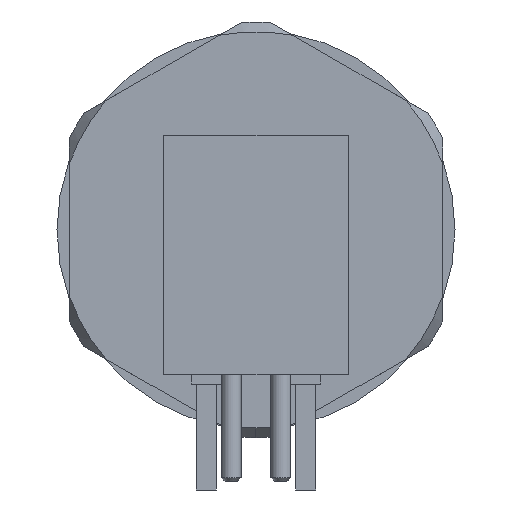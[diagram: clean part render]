
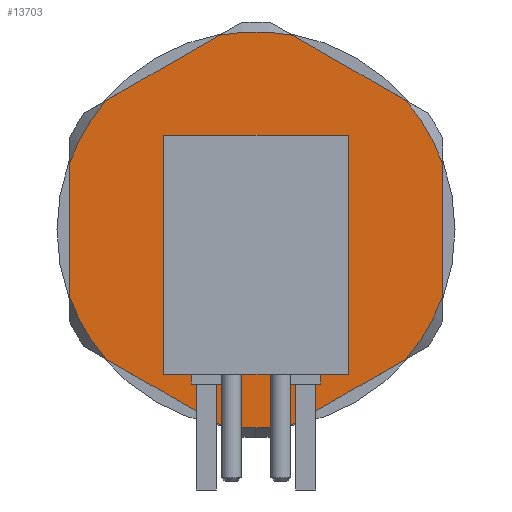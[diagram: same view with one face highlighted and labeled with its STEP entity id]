
A CAD part, front view. The second image highlights one B-rep face of the part: STEP entity #13703.
In plain terms, the highlighted planar face has unit normal (0, -1, 0).
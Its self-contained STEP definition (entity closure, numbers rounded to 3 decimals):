
#2310 = CARTESIAN_POINT ( 'NONE',  ( -0.934, 1.77, -4.963 ) ) ;
#2311 = CARTESIAN_POINT ( 'NONE',  ( 0.934, 1.77, -4.963 ) ) ;
#2312 = CARTESIAN_POINT ( 'NONE',  ( -4.765, 1.77, -1.673 ) ) ;
#2314 = CARTESIAN_POINT ( 'NONE',  ( -4.765, 1.77, 1.673 ) ) ;
#2316 = CARTESIAN_POINT ( 'NONE',  ( 4.765, 1.77, -1.673 ) ) ;
#2317 = CARTESIAN_POINT ( 'NONE',  ( 0.934, 1.77, 4.963 ) ) ;
#2322 = CARTESIAN_POINT ( 'NONE',  ( 4.765, 1.77, 1.673 ) ) ;
#2505 = CARTESIAN_POINT ( 'NONE',  ( 3.831, 1.77, 3.29 ) ) ;
#2511 = CARTESIAN_POINT ( 'NONE',  ( 3.831, 1.77, -3.29 ) ) ;
#2512 = CARTESIAN_POINT ( 'NONE',  ( -3.831, 1.77, -3.29 ) ) ;
#2529 = CARTESIAN_POINT ( 'NONE',  ( -3.831, 1.77, 3.29 ) ) ;
#2775 = AXIS2_PLACEMENT_3D ( 'NONE', #9540, #9541, #9542 ) ;
#2783 = AXIS2_PLACEMENT_3D ( 'NONE', #9440, #9441, #9438 ) ;
#2989 = EDGE_CURVE ( 'NONE', #11408, #16420, #23353, .T. ) ;
#3038 = EDGE_CURVE ( 'NONE', #11396, #10931, #23404, .T. ) ;
#3519 = CARTESIAN_POINT ( 'NONE',  ( 0., 1.77, -2.35 ) ) ;
#3533 = CARTESIAN_POINT ( 'NONE',  ( 0., 1.77, 5.05 ) ) ;
#3629 = CARTESIAN_POINT ( 'NONE',  ( 0., 1.77, 2.35 ) ) ;
#4488 = VERTEX_POINT ( 'NONE', #2322 ) ;
#4490 = VERTEX_POINT ( 'NONE', #2316 ) ;
#4491 = VERTEX_POINT ( 'NONE', #2317 ) ;
#4492 = VERTEX_POINT ( 'NONE', #2314 ) ;
#4493 = VERTEX_POINT ( 'NONE', #2312 ) ;
#4494 = VERTEX_POINT ( 'NONE', #2310 ) ;
#4495 = VERTEX_POINT ( 'NONE', #2311 ) ;
#4507 = VERTEX_POINT ( 'NONE', #2529 ) ;
#4525 = VERTEX_POINT ( 'NONE', #2511 ) ;
#4526 = VERTEX_POINT ( 'NONE', #2512 ) ;
#4527 = VERTEX_POINT ( 'NONE', #2505 ) ;
#6334 = FACE_BOUND ( 'NONE', #22785, .T. ) ;
#6342 = FACE_OUTER_BOUND ( 'NONE', #22777, .T. ) ;
#6687 = LINE ( 'NONE', #11802, #6688 ) ;
#6688 = VECTOR ( 'NONE', #11815, 1000. ) ;
#9438 = DIRECTION ( 'NONE',  ( 0., 0., 1. ) ) ;
#9440 = CARTESIAN_POINT ( 'NONE',  ( 0., 1.77, 0. ) ) ;
#9441 = DIRECTION ( 'NONE',  ( 0., -1., 0. ) ) ;
#9540 = CARTESIAN_POINT ( 'NONE',  ( 0., 1.77, 0. ) ) ;
#9541 = DIRECTION ( 'NONE',  ( 0., 1., 0. ) ) ;
#9542 = DIRECTION ( 'NONE',  ( 0., 0., 1. ) ) ;
#10931 = VERTEX_POINT ( 'NONE', #3519 ) ;
#11186 = CARTESIAN_POINT ( 'NONE',  ( 0., 1.77, 0. ) ) ;
#11189 = DIRECTION ( 'NONE',  ( 0.866, 0., 0.5 ) ) ;
#11198 = CARTESIAN_POINT ( 'NONE',  ( 1.592, 1.77, 6.422 ) ) ;
#11199 = CARTESIAN_POINT ( 'NONE',  ( -4.765, 1.77, 0. ) ) ;
#11200 = DIRECTION ( 'NONE',  ( 0., 0., 1. ) ) ;
#11209 = DIRECTION ( 'NONE',  ( 0., 0., 1. ) ) ;
#11396 = VERTEX_POINT ( 'NONE', #3629 ) ;
#11408 = VERTEX_POINT ( 'NONE', #3533 ) ;
#11467 = CARTESIAN_POINT ( 'NONE',  ( 0., 1.77, 0. ) ) ;
#11480 = DIRECTION ( 'NONE',  ( 0., -1., 0. ) ) ;
#11482 = DIRECTION ( 'NONE',  ( 0., 0., 1. ) ) ;
#11484 = CARTESIAN_POINT ( 'NONE',  ( 1.593, 1.77, -6.422 ) ) ;
#11485 = CARTESIAN_POINT ( 'NONE',  ( 0., 1.77, 0. ) ) ;
#11509 = DIRECTION ( 'NONE',  ( 0., 0., 1. ) ) ;
#11512 = DIRECTION ( 'NONE',  ( 0., -1., 0. ) ) ;
#11518 = CARTESIAN_POINT ( 'NONE',  ( 0., 1.77, 0. ) ) ;
#11522 = DIRECTION ( 'NONE',  ( -0.866, 0., 0.5 ) ) ;
#11551 = DIRECTION ( 'NONE',  ( 0., 0., 1. ) ) ;
#11586 = DIRECTION ( 'NONE',  ( 0., -1., 0. ) ) ;
#11606 = DIRECTION ( 'NONE',  ( 0., -1., 0. ) ) ;
#11615 = CARTESIAN_POINT ( 'NONE',  ( 0., 1.77, 0. ) ) ;
#11628 = DIRECTION ( 'NONE',  ( 0., 0., 1. ) ) ;
#11784 = DIRECTION ( 'NONE',  ( 0., -1., 0. ) ) ;
#11802 = CARTESIAN_POINT ( 'NONE',  ( 6.357, 1.77, 1.832 ) ) ;
#11815 = DIRECTION ( 'NONE',  ( 0.866, 0., -0.5 ) ) ;
#13703 = ADVANCED_FACE ( 'NONE', ( #6334, #6342 ), #15022, .F. ) ;
#14913 = CARTESIAN_POINT ( 'NONE',  ( 5.3, 1.77, 0. ) ) ;
#15019 = DIRECTION ( 'NONE',  ( 0., 0., 1. ) ) ;
#15022 = PLANE ( 'NONE',  #16354 ) ;
#15024 = DIRECTION ( 'NONE',  ( 0., 1., 0. ) ) ;
#15737 = AXIS2_PLACEMENT_3D ( 'NONE', #17672, #17677, #17678 ) ;
#15751 = AXIS2_PLACEMENT_3D ( 'NONE', #21230, #21220, #21222 ) ;
#15850 = AXIS2_PLACEMENT_3D ( 'NONE', #11485, #11480, #11482 ) ;
#15853 = AXIS2_PLACEMENT_3D ( 'NONE', #11518, #11512, #11509 ) ;
#15863 = AXIS2_PLACEMENT_3D ( 'NONE', #11186, #11586, #11209 ) ;
#15873 = AXIS2_PLACEMENT_3D ( 'NONE', #11467, #11784, #11551 ) ;
#15877 = AXIS2_PLACEMENT_3D ( 'NONE', #11615, #11606, #11628 ) ;
#16354 = AXIS2_PLACEMENT_3D ( 'NONE', #14913, #15024, #15019 ) ;
#16420 = VERTEX_POINT ( 'NONE', #30042 ) ;
#17672 = CARTESIAN_POINT ( 'NONE',  ( 0., 1.77, 0. ) ) ;
#17677 = DIRECTION ( 'NONE',  ( 0., 1., 0. ) ) ;
#17678 = DIRECTION ( 'NONE',  ( 0., 0., 1. ) ) ;
#18938 = VECTOR ( 'NONE', #11189, 1000. ) ;
#18945 = VECTOR ( 'NONE', #11200, 1000. ) ;
#18950 = LINE ( 'NONE', #11199, #18945 ) ;
#18955 = LINE ( 'NONE', #11198, #18938 ) ;
#18966 = CIRCLE ( 'NONE', #15863, 5.05 ) ;
#19036 = CIRCLE ( 'NONE', #15853, 5.05 ) ;
#19041 = CIRCLE ( 'NONE', #15850, 5.05 ) ;
#19051 = LINE ( 'NONE', #11484, #19053 ) ;
#19053 = VECTOR ( 'NONE', #11522, 1000. ) ;
#19059 = CIRCLE ( 'NONE', #15873, 5.05 ) ;
#19085 = CIRCLE ( 'NONE', #15877, 5.05 ) ;
#19467 = LINE ( 'NONE', #23890, #19478 ) ;
#19478 = VECTOR ( 'NONE', #23719, 1000. ) ;
#19497 = CIRCLE ( 'NONE', #15737, 2.35 ) ;
#19802 = CIRCLE ( 'NONE', #15751, 5.05 ) ;
#19820 = VECTOR ( 'NONE', #21709, 1000. ) ;
#19823 = LINE ( 'NONE', #21711, #19820 ) ;
#21220 = DIRECTION ( 'NONE',  ( 0., -1., 0. ) ) ;
#21222 = DIRECTION ( 'NONE',  ( 0., 0., 1. ) ) ;
#21230 = CARTESIAN_POINT ( 'NONE',  ( 0., 1.77, 0. ) ) ;
#21709 = DIRECTION ( 'NONE',  ( -0.866, 0., -0.5 ) ) ;
#21711 = CARTESIAN_POINT ( 'NONE',  ( 6.357, 1.77, -1.832 ) ) ;
#22777 = EDGE_LOOP ( 'NONE', ( #28150, #28145, #28144, #28143, #28142, #28147, #28146, #28140, #28139, #28148, #28149, #28141, #28138 ) ) ;
#22785 = EDGE_LOOP ( 'NONE', ( #28153, #28151 ) ) ;
#23353 = CIRCLE ( 'NONE', #2783, 5.05 ) ;
#23404 = CIRCLE ( 'NONE', #2775, 2.35 ) ;
#23719 = DIRECTION ( 'NONE',  ( 0., 0., -1. ) ) ;
#23890 = CARTESIAN_POINT ( 'NONE',  ( 4.765, 1.77, 0. ) ) ;
#25535 = EDGE_CURVE ( 'NONE', #4491, #4527, #6687, .T. ) ;
#25590 = EDGE_CURVE ( 'NONE', #4493, #4492, #18950, .T. ) ;
#25592 = EDGE_CURVE ( 'NONE', #4507, #16420, #18955, .T. ) ;
#25598 = EDGE_CURVE ( 'NONE', #4493, #4526, #18966, .T. ) ;
#25654 = EDGE_CURVE ( 'NONE', #4488, #4527, #19036, .T. ) ;
#25658 = EDGE_CURVE ( 'NONE', #4491, #11408, #19041, .T. ) ;
#25667 = EDGE_CURVE ( 'NONE', #4494, #4526, #19051, .T. ) ;
#25669 = EDGE_CURVE ( 'NONE', #4494, #4495, #19059, .T. ) ;
#25690 = EDGE_CURVE ( 'NONE', #4525, #4490, #19085, .T. ) ;
#26025 = EDGE_CURVE ( 'NONE', #4488, #4490, #19467, .T. ) ;
#26052 = EDGE_CURVE ( 'NONE', #10931, #11396, #19497, .T. ) ;
#26376 = EDGE_CURVE ( 'NONE', #4507, #4492, #19802, .T. ) ;
#26406 = EDGE_CURVE ( 'NONE', #4525, #4495, #19823, .T. ) ;
#28138 = ORIENTED_EDGE ( 'NONE', *, *, #25690, .T. ) ;
#28139 = ORIENTED_EDGE ( 'NONE', *, *, #25598, .T. ) ;
#28140 = ORIENTED_EDGE ( 'NONE', *, *, #25590, .F. ) ;
#28141 = ORIENTED_EDGE ( 'NONE', *, *, #26406, .F. ) ;
#28142 = ORIENTED_EDGE ( 'NONE', *, *, #2989, .T. ) ;
#28143 = ORIENTED_EDGE ( 'NONE', *, *, #25658, .T. ) ;
#28144 = ORIENTED_EDGE ( 'NONE', *, *, #25535, .F. ) ;
#28145 = ORIENTED_EDGE ( 'NONE', *, *, #25654, .T. ) ;
#28146 = ORIENTED_EDGE ( 'NONE', *, *, #26376, .T. ) ;
#28147 = ORIENTED_EDGE ( 'NONE', *, *, #25592, .F. ) ;
#28148 = ORIENTED_EDGE ( 'NONE', *, *, #25667, .F. ) ;
#28149 = ORIENTED_EDGE ( 'NONE', *, *, #25669, .T. ) ;
#28150 = ORIENTED_EDGE ( 'NONE', *, *, #26025, .F. ) ;
#28151 = ORIENTED_EDGE ( 'NONE', *, *, #26052, .T. ) ;
#28153 = ORIENTED_EDGE ( 'NONE', *, *, #3038, .T. ) ;
#30042 = CARTESIAN_POINT ( 'NONE',  ( -0.934, 1.77, 4.963 ) ) ;
